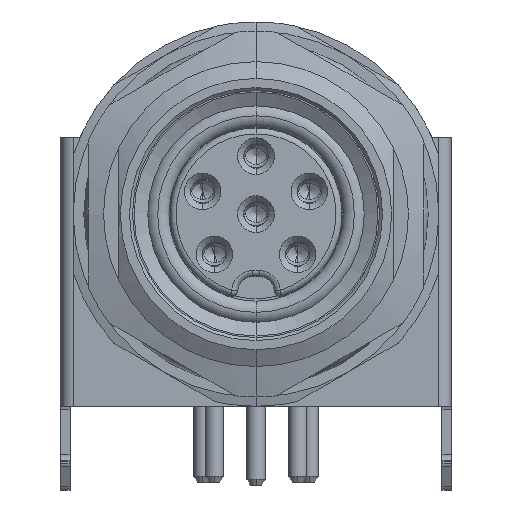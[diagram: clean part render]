
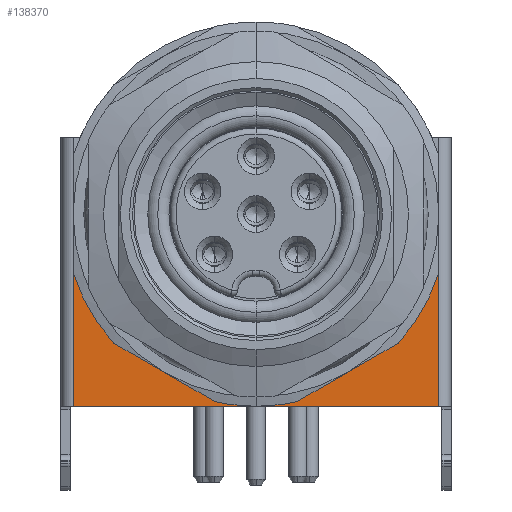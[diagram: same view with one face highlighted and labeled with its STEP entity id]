
A CAD part, front view. The second image highlights one B-rep face of the part: STEP entity #138370.
In plain terms, the highlighted face is planar.
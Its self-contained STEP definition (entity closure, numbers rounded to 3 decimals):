
#136280=CARTESIAN_POINT('',(3.,6.3,6.));
#136290=VERTEX_POINT('',#136280);
#136460=CARTESIAN_POINT('',(3.,6.3,-6.));
#136470=VERTEX_POINT('',#136460);
#136500=CARTESIAN_POINT('',(3.,6.3,6.4));
#136510=DIRECTION('',(0.,0.,-1.));
#136520=VECTOR('',#136510,1.);
#136530=LINE('',#136500,#136520);
#136540=EDGE_CURVE('',#136290,#136470,#136530,.T.);
#137610=CARTESIAN_POINT('',(3.,9.05,6.));
#137620=DIRECTION('',(0.,-1.,0.));
#137630=VECTOR('',#137620,1.);
#137640=LINE('',#137610,#137630);
#137650=CARTESIAN_POINT('',(3.,0.,6.));
#137660=VERTEX_POINT('',#137650);
#137670=EDGE_CURVE('',#136290,#137660,#137640,.T.);
#137840=CARTESIAN_POINT('',(3.,9.05,-6.));
#137850=DIRECTION('',(0.,-1.,0.));
#137860=VECTOR('',#137850,1.);
#137870=LINE('',#137840,#137860);
#137880=CARTESIAN_POINT('',(3.,0.,-6.));
#137890=VERTEX_POINT('',#137880);
#137920=EDGE_CURVE('',#136470,#137890,#137870,.T.);
#137980=CARTESIAN_POINT('',(3.,9.05,0.));
#137990=DIRECTION('',(1.,0.,0.));
#138000=DIRECTION('',(0.,-1.,0.));
#138010=AXIS2_PLACEMENT_3D('',#137980,#137990,#138000);
#138020=PLANE('',#138010);
#138030=ORIENTED_EDGE('',*,*,#136540,.F.);
#138040=ORIENTED_EDGE('',*,*,#137920,.F.);
#138050=CARTESIAN_POINT('',(3.,0.,0.));
#138060=DIRECTION('',(-1.,0.,0.));
#138070=DIRECTION('',(0.,0.,-1.));
#138080=AXIS2_PLACEMENT_3D('',#138050,#138060,#138070);
#138090=CIRCLE('',#138080,6.);
#138100=CARTESIAN_POINT('',(3.,5.196,-3.));
#138110=VERTEX_POINT('',#138100);
#138120=EDGE_CURVE('',#138110,#137890,#138090,.T.);
#138130=ORIENTED_EDGE('',*,*,#138120,.T.);
#138140=CARTESIAN_POINT('',(3.,0.,0.));
#138150=DIRECTION('',(-1.,0.,0.));
#138160=DIRECTION('',(0.,0.,-1.));
#138170=AXIS2_PLACEMENT_3D('',#138140,#138150,#138160);
#138180=CIRCLE('',#138170,6.);
#138190=CARTESIAN_POINT('',(3.,6.,0.));
#138200=VERTEX_POINT('',#138190);
#138210=EDGE_CURVE('',#138200,#138110,#138180,.T.);
#138220=ORIENTED_EDGE('',*,*,#138210,.T.);
#138230=CARTESIAN_POINT('',(3.,5.196,3.));
#138240=VERTEX_POINT('',#138230);
#138250=EDGE_CURVE('',#138240,#138200,#138180,.T.);
#138260=ORIENTED_EDGE('',*,*,#138250,.T.);
#138270=CARTESIAN_POINT('',(3.,0.,0.));
#138280=DIRECTION('',(-1.,0.,0.));
#138290=DIRECTION('',(0.,0.,-1.));
#138300=AXIS2_PLACEMENT_3D('',#138270,#138280,#138290);
#138310=CIRCLE('',#138300,6.);
#138320=EDGE_CURVE('',#137660,#138240,#138310,.T.);
#138330=ORIENTED_EDGE('',*,*,#138320,.T.);
#138340=ORIENTED_EDGE('',*,*,#137670,.T.);
#138350=EDGE_LOOP('',(#138340,#138330,#138260,#138220,#138130,#138040,
#138030));
#138360=FACE_OUTER_BOUND('',#138350,.T.);
#138370=ADVANCED_FACE('',(#138360),#138020,.T.);
